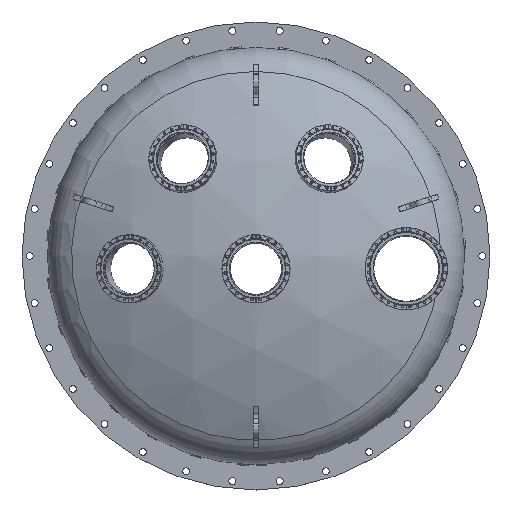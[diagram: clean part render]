
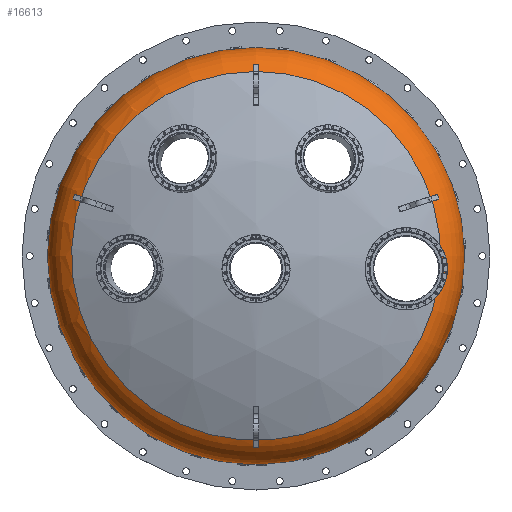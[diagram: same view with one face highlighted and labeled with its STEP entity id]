
A CAD part, top view. The second image highlights one B-rep face of the part: STEP entity #16613.
In plain terms, the highlighted toroidal (fillet/blend) face has major radius 614.68 mm and minor radius 160.02 mm.
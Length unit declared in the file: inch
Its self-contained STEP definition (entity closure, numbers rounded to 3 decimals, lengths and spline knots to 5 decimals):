
#788 = CARTESIAN_POINT ( 'NONE',  ( 26.97081, -1.25516, 7.42024 ) ) ;
#2238 = DIRECTION ( 'NONE',  ( 0., 1., 0. ) ) ;
#2873 = EDGE_CURVE ( 'NONE', #6108, #20775, #9520, .T. ) ;
#3409 = TOROIDAL_SURFACE ( 'NONE', #6788, 24.2, 6.3 ) ;
#3668 = DIRECTION ( 'NONE',  ( 0., 1., 0. ) ) ;
#3947 = CARTESIAN_POINT ( 'NONE',  ( 0., 0., 1.77666 ) ) ;
#4161 = ORIENTED_EDGE ( 'NONE', *, *, #2873, .T. ) ;
#4371 = CARTESIAN_POINT ( 'NONE',  ( 26.88484, -3.03261, 7.39277 ) ) ;
#4484 = CARTESIAN_POINT ( 'NONE',  ( 26.99382, -1.43354, 7.40472 ) ) ;
#4949 = EDGE_CURVE ( 'NONE', #12355, #12355, #6472, .T. ) ;
#5610 = EDGE_LOOP ( 'NONE', ( #23823, #4161 ) ) ;
#6108 = VERTEX_POINT ( 'NONE', #16432 ) ;
#6116 = CARTESIAN_POINT ( 'NONE',  ( 0., 30.5, 1.77666 ) ) ;
#6419 = ORIENTED_EDGE ( 'NONE', *, *, #4949, .F. ) ;
#6472 = CIRCLE ( 'NONE', #7311, 30.5 ) ;
#6788 = AXIS2_PLACEMENT_3D ( 'NONE', #3947, #10016, #2238 ) ;
#6871 = CARTESIAN_POINT ( 'NONE',  ( 26.95764, -2.63396, 7.37676 ) ) ;
#7311 = AXIS2_PLACEMENT_3D ( 'NONE', #9389, #21803, #3668 ) ;
#7539 = CIRCLE ( 'NONE', #24476, 27. ) ;
#8847 = CARTESIAN_POINT ( 'NONE',  ( 27.00708, -1.61172, 7.39288 ) ) ;
#8998 = CARTESIAN_POINT ( 'NONE',  ( 27.01465, -1.96775, 7.37696 ) ) ;
#9389 = CARTESIAN_POINT ( 'NONE',  ( 0., 0., 1.77666 ) ) ;
#9520 = B_SPLINE_CURVE_WITH_KNOTS ( 'NONE', 3,
 ( #788, #4484, #8847, #8998, #12550, #25014, #16922, #6871, #23023, #10442, #20896, #4371, #12823, #16663 ),
 .UNSPECIFIED., .F., .F.,
 ( 4, 2, 2, 2, 2, 2, 4 ),
 ( 0., 0.01356, 0.02712, 0.03391, 0.0373, 0.04069, 0.05425 ),
 .UNSPECIFIED. ) ;
#10016 = DIRECTION ( 'NONE',  ( 0., 0., -1. ) ) ;
#10442 = CARTESIAN_POINT ( 'NONE',  ( 26.93601, -2.76702, 7.38101 ) ) ;
#11757 = DIRECTION ( 'NONE',  ( 0., 1., 0. ) ) ;
#12355 = VERTEX_POINT ( 'NONE', #6116 ) ;
#12550 = CARTESIAN_POINT ( 'NONE',  ( 27.00898, -2.14558, 7.37289 ) ) ;
#12823 = CARTESIAN_POINT ( 'NONE',  ( 26.84096, -3.207, 7.40472 ) ) ;
#13968 = EDGE_CURVE ( 'NONE', #20775, #6108, #7539, .T. ) ;
#15343 = DIRECTION ( 'NONE',  ( 0., 0., -1. ) ) ;
#15456 = CARTESIAN_POINT ( 'NONE',  ( 0., 0., 7.42024 ) ) ;
#16432 = CARTESIAN_POINT ( 'NONE',  ( 26.97081, -1.25516, 7.42024 ) ) ;
#16613 = ADVANCED_FACE ( 'NONE', ( #26025, #24314 ), #3409, .T. ) ;
#16663 = CARTESIAN_POINT ( 'NONE',  ( 26.78775, -3.37884, 7.42024 ) ) ;
#16922 = CARTESIAN_POINT ( 'NONE',  ( 26.97622, -2.50085, 7.37378 ) ) ;
#20775 = VERTEX_POINT ( 'NONE', #25465 ) ;
#20896 = CARTESIAN_POINT ( 'NONE',  ( 26.92798, -2.8114, 7.38276 ) ) ;
#21803 = DIRECTION ( 'NONE',  ( 0., 0., -1. ) ) ;
#23023 = CARTESIAN_POINT ( 'NONE',  ( 26.95084, -2.67832, 7.37801 ) ) ;
#23823 = ORIENTED_EDGE ( 'NONE', *, *, #13968, .T. ) ;
#23935 = EDGE_LOOP ( 'NONE', ( #6419 ) ) ;
#24314 = FACE_OUTER_BOUND ( 'NONE', #5610, .T. ) ;
#24476 = AXIS2_PLACEMENT_3D ( 'NONE', #15456, #15343, #11757 ) ;
#25014 = CARTESIAN_POINT ( 'NONE',  ( 26.9862, -2.41207, 7.37281 ) ) ;
#25465 = CARTESIAN_POINT ( 'NONE',  ( 26.78775, -3.37884, 7.42024 ) ) ;
#26025 = FACE_OUTER_BOUND ( 'NONE', #23935, .T. ) ;
